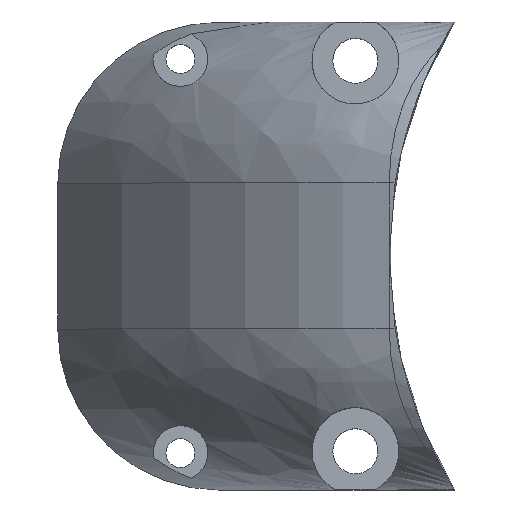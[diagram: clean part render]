
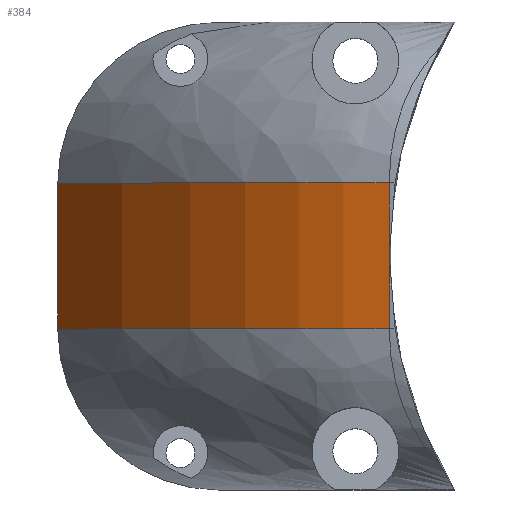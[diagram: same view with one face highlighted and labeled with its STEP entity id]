
A CAD part, top view. The second image highlights one B-rep face of the part: STEP entity #384.
In plain terms, the highlighted free-form (B-spline) face has degree [3, 1] with [4, 2] control points.
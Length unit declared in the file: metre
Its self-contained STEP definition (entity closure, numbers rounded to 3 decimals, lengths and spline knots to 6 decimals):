
#25=(
BOUNDED_CURVE()
B_SPLINE_CURVE(3,(#649,#650,#651,#652,#653,#654,#655,#656),
 .UNSPECIFIED.,.F.,.F.)
B_SPLINE_CURVE_WITH_KNOTS((4,2,2,4),(0.,0.5,0.75,1.),.UNSPECIFIED.)
CURVE()
GEOMETRIC_REPRESENTATION_ITEM()
RATIONAL_B_SPLINE_CURVE((1.,1.,1.,1.,1.,1.,1.,1.))
REPRESENTATION_ITEM('')
);
#26=LINE('',#581,#39);
#27=LINE('',#595,#40);
#33=LINE('',#647,#46);
#39=VECTOR('',#478,1.);
#40=VECTOR('',#479,1.);
#46=VECTOR('',#487,1.);
#57=B_SPLINE_CURVE_WITH_KNOTS('',3,(#638,#639,#640,#641,#642,#643,#644,
#645),.UNSPECIFIED.,.F.,.F.,(4,2,2,4),(0.,0.5,0.75,1.),.UNSPECIFIED.);
#72=B_SPLINE_SURFACE_WITH_KNOTS('',3,1,((#630,#631),(#632,#633),(#634,#635),
(#636,#637)),.SURF_OF_LINEAR_EXTRUSION.,.F.,.F.,.F.,(4,4),(2,2),(0.,0.573043),
(0.,1.),.PIECEWISE_BEZIER_KNOTS.);
#94=ORIENTED_EDGE('',*,*,#198,.F.);
#95=ORIENTED_EDGE('',*,*,#199,.F.);
#96=ORIENTED_EDGE('',*,*,#200,.T.);
#97=ORIENTED_EDGE('',*,*,#189,.T.);
#98=ORIENTED_EDGE('',*,*,#187,.T.);
#187=EDGE_CURVE('',#238,#239,#26,.T.);
#189=EDGE_CURVE('',#241,#238,#27,.T.);
#198=EDGE_CURVE('',#249,#239,#57,.T.);
#199=EDGE_CURVE('',#250,#249,#33,.T.);
#200=EDGE_CURVE('',#250,#241,#25,.T.);
#238=VERTEX_POINT('',#575);
#239=VERTEX_POINT('',#580);
#241=VERTEX_POINT('',#596);
#249=VERTEX_POINT('',#646);
#250=VERTEX_POINT('',#648);
#296=EDGE_LOOP('',(#94,#95,#96,#97,#98));
#337=FACE_BOUND('',#296,.T.);
#384=ADVANCED_FACE('',(#337),#72,.T.);
#478=DIRECTION('',(0.,1.,0.));
#479=DIRECTION('',(0.,1.,0.));
#487=DIRECTION('',(0.,1.,0.));
#575=CARTESIAN_POINT('',(-0.02815,0.,0.132777));
#580=CARTESIAN_POINT('',(-0.02815,0.004532,0.132777));
#581=CARTESIAN_POINT('',(-0.02815,-0.014534,0.132777));
#595=CARTESIAN_POINT('',(-0.02815,-0.014534,0.132777));
#596=CARTESIAN_POINT('',(-0.02815,-0.004532,0.132777));
#630=CARTESIAN_POINT('',(-0.04875,-0.004532,0.114));
#631=CARTESIAN_POINT('',(-0.04875,0.004532,0.114));
#632=CARTESIAN_POINT('',(-0.042647,-0.004532,0.124653));
#633=CARTESIAN_POINT('',(-0.042647,0.004532,0.124653));
#634=CARTESIAN_POINT('',(-0.035781,-0.004532,0.130912));
#635=CARTESIAN_POINT('',(-0.035781,0.004532,0.130912));
#636=CARTESIAN_POINT('',(-0.02815,-0.004532,0.132777));
#637=CARTESIAN_POINT('',(-0.02815,0.004532,0.132777));
#638=CARTESIAN_POINT('',(-0.04875,0.004532,0.114));
#639=CARTESIAN_POINT('',(-0.045699,0.004532,0.119326));
#640=CARTESIAN_POINT('',(-0.042456,0.004532,0.123554));
#641=CARTESIAN_POINT('',(-0.037306,0.004532,0.128248));
#642=CARTESIAN_POINT('',(-0.035542,0.004532,0.129539));
#643=CARTESIAN_POINT('',(-0.031918,0.004532,0.13157));
#644=CARTESIAN_POINT('',(-0.030058,0.004532,0.132311));
#645=CARTESIAN_POINT('',(-0.02815,0.004532,0.132777));
#646=CARTESIAN_POINT('',(-0.04875,0.004532,0.114));
#647=CARTESIAN_POINT('',(-0.04875,-0.014534,0.114));
#648=CARTESIAN_POINT('',(-0.04875,-0.004532,0.114));
#649=CARTESIAN_POINT('',(-0.04875,-0.004532,0.114));
#650=CARTESIAN_POINT('',(-0.045699,-0.004532,0.119326));
#651=CARTESIAN_POINT('',(-0.042456,-0.004532,0.123554));
#652=CARTESIAN_POINT('',(-0.037306,-0.004532,0.128248));
#653=CARTESIAN_POINT('',(-0.035542,-0.004532,0.129539));
#654=CARTESIAN_POINT('',(-0.031918,-0.004532,0.13157));
#655=CARTESIAN_POINT('',(-0.030058,-0.004532,0.132311));
#656=CARTESIAN_POINT('',(-0.02815,-0.004532,0.132777));
